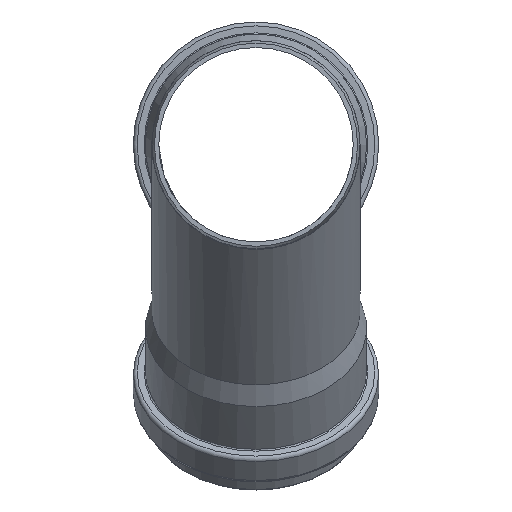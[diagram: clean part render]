
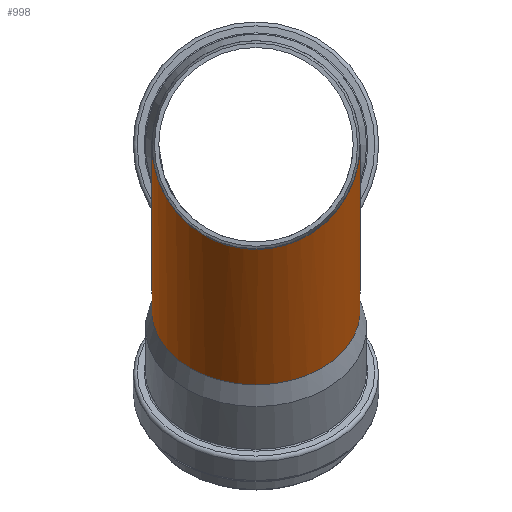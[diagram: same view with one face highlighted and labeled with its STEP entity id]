
A CAD part, front view. The second image highlights one B-rep face of the part: STEP entity #998.
In plain terms, the highlighted cylindrical face has radius 80.05 mm (diameter 160.1 mm), a partial arc.
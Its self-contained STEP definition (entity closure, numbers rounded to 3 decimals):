
#142=CIRCLE('',#1095,80.05);
#211=CYLINDRICAL_SURFACE('',#1094,80.05);
#268=FACE_OUTER_BOUND('',#355,.T.);
#355=EDGE_LOOP('',(#813,#814,#815,#816));
#511=ELLIPSE('',#1087,213.65,80.05);
#512=ELLIPSE('',#1088,86.966,80.05);
#513=ELLIPSE('',#1089,213.65,80.05);
#545=VERTEX_POINT('',#2084);
#546=VERTEX_POINT('',#2086);
#548=VERTEX_POINT('',#2133);
#549=VERTEX_POINT('',#2230);
#660=EDGE_CURVE('',#546,#548,#511,.T.);
#662=EDGE_CURVE('',#545,#546,#512,.T.);
#664=EDGE_CURVE('',#549,#545,#513,.T.);
#668=EDGE_CURVE('',#549,#548,#142,.T.);
#813=ORIENTED_EDGE('',*,*,#664,.F.);
#814=ORIENTED_EDGE('',*,*,#668,.T.);
#815=ORIENTED_EDGE('',*,*,#660,.F.);
#816=ORIENTED_EDGE('',*,*,#662,.F.);
#998=ADVANCED_FACE('',(#268),#211,.T.);
#1087=AXIS2_PLACEMENT_3D('',#2134,#1274,#1275);
#1088=AXIS2_PLACEMENT_3D('',#2181,#1276,#1277);
#1089=AXIS2_PLACEMENT_3D('',#2238,#1278,#1279);
#1094=AXIS2_PLACEMENT_3D('',#2246,#1288,#1289);
#1095=AXIS2_PLACEMENT_3D('',#2247,#1290,#1291);
#1274=DIRECTION('center_axis',(0.,0.391,
0.921));
#1275=DIRECTION('ref_axis',(0.,0.921,-0.391));
#1276=DIRECTION('center_axis',(0.,-0.927,
0.375));
#1277=DIRECTION('ref_axis',(0.,-0.375,-0.927));
#1278=DIRECTION('center_axis',(0.,0.391,
0.921));
#1279=DIRECTION('ref_axis',(0.,0.921,-0.391));
#1288=DIRECTION('center_axis',(0.,-0.707,0.707));
#1289=DIRECTION('ref_axis',(0.,-0.707,-0.707));
#1290=DIRECTION('center_axis',(0.,-0.707,0.707));
#1291=DIRECTION('ref_axis',(1.,0.,0.));
#2084=CARTESIAN_POINT('',(-80.05,-69.254,0.));
#2086=CARTESIAN_POINT('',(80.05,-69.254,0.));
#2133=CARTESIAN_POINT('',(32.363,110.629,-76.339));
#2134=CARTESIAN_POINT('Origin',(0.,-69.254,0.));
#2181=CARTESIAN_POINT('Origin',(0.,-69.254,0.));
#2230=CARTESIAN_POINT('',(-32.363,110.629,-76.339));
#2238=CARTESIAN_POINT('Origin',(0.,-69.254,0.));
#2246=CARTESIAN_POINT('Origin',(0.,-5.198,-64.056));
#2247=CARTESIAN_POINT('Origin',(0.,58.857,-128.111));
